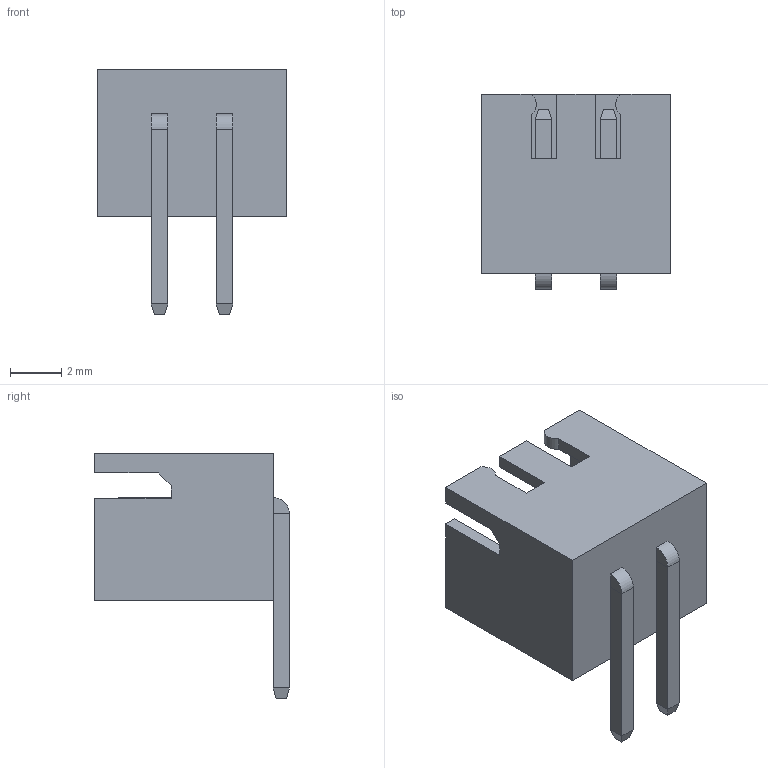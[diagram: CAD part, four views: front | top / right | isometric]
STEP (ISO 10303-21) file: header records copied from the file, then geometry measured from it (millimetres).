
FILE_DESCRIPTION(('FreeCAD Model'),'2;1');
FILE_NAME('Part_cp.step','2020-03-09T17:25:29',('kicad StepUp'),( 'ksu MCAD'),'Open CASCADE STEP processor 7.3','FreeCAD','Unknown');
FILE_SCHEMA(('AUTOMOTIVE_DESIGN { 1 0 10303 214 1 1 1 1 }'));
Length unit declared in the file: millimetre
Products named in the file (1): Part_cp
Bounding box: 7.4 x 7.62 x 9.55 mm (x, y, z)
Volume: 106.3 mm3; surface area: 476.2 mm2
Topology: 3 solids, 3 shells, 72 faces, 166 edges, 100 vertices
Faces by surface type: plane 52, bspline 16, cylinder 4
Entity records: 2460 total; most frequent: CARTESIAN_POINT 403, ORIENTED_EDGE 332, DIRECTION 272, EDGE_CURVE 166, LINE 142, VECTOR 142, VERTEX_POINT 100, ADVANCED_FACE 72
